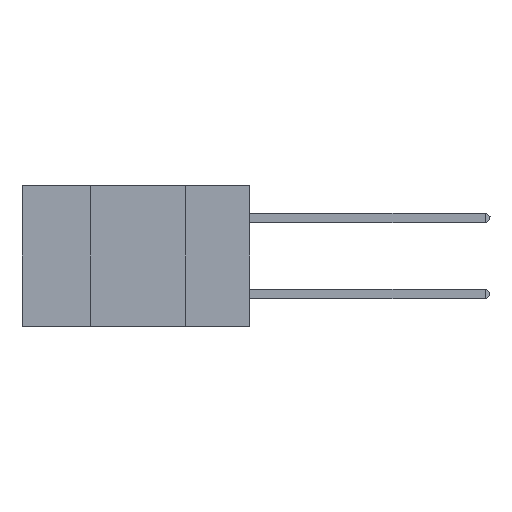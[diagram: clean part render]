
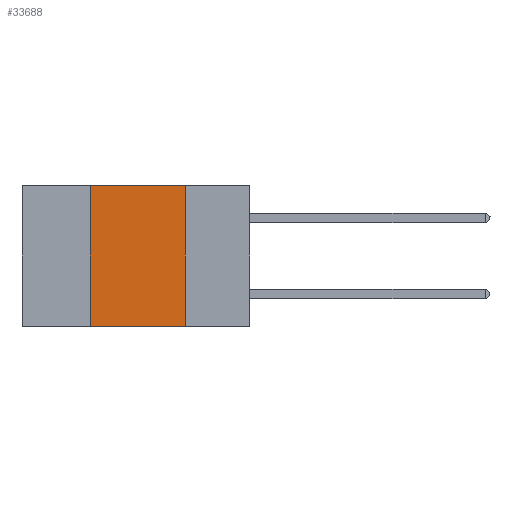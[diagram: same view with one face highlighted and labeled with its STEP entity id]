
A CAD part, left-side view. The second image highlights one B-rep face of the part: STEP entity #33688.
In plain terms, the highlighted planar face has unit normal (-1, 0, 0).
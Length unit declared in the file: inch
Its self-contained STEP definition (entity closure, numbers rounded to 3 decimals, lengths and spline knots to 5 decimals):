
#89 = EDGE_CURVE ( 'NONE', #28144, #3756, #25233, .T. ) ;
#2374 = LINE ( 'NONE', #12920, #36528 ) ;
#2745 = ORIENTED_EDGE ( 'NONE', *, *, #40006, .F. ) ;
#2803 = VECTOR ( 'NONE', #5289, 39.37008 ) ;
#3756 = VERTEX_POINT ( 'NONE', #28625 ) ;
#4680 = CARTESIAN_POINT ( 'NONE',  ( 0., 0.42, 0. ) ) ;
#4790 = EDGE_CURVE ( 'NONE', #7120, #3756, #12233, .T. ) ;
#5289 = DIRECTION ( 'NONE',  ( 0., -1., 0. ) ) ;
#7120 = VERTEX_POINT ( 'NONE', #16236 ) ;
#7460 = PLANE ( 'NONE',  #32981 ) ;
#7819 = CARTESIAN_POINT ( 'NONE',  ( 0., 0.6, -0.37 ) ) ;
#10093 = EDGE_CURVE ( 'NONE', #16096, #7120, #15870, .T. ) ;
#11345 = FACE_OUTER_BOUND ( 'NONE', #27052, .T. ) ;
#12233 = LINE ( 'NONE', #15661, #24313 ) ;
#12920 = CARTESIAN_POINT ( 'NONE',  ( 0., 0.42, 0. ) ) ;
#15661 = CARTESIAN_POINT ( 'NONE',  ( 0., 0.17, 0. ) ) ;
#15870 = LINE ( 'NONE', #36255, #33334 ) ;
#16096 = VERTEX_POINT ( 'NONE', #4680 ) ;
#16236 = CARTESIAN_POINT ( 'NONE',  ( 0., 0.17, 0. ) ) ;
#20580 = ORIENTED_EDGE ( 'NONE', *, *, #89, .T. ) ;
#22692 = ORIENTED_EDGE ( 'NONE', *, *, #10093, .F. ) ;
#24313 = VECTOR ( 'NONE', #25978, 39.37008 ) ;
#25233 = LINE ( 'NONE', #7819, #2803 ) ;
#25978 = DIRECTION ( 'NONE',  ( 0., 0., -1. ) ) ;
#27052 = EDGE_LOOP ( 'NONE', ( #38379, #22692, #2745, #20580 ) ) ;
#28127 = CARTESIAN_POINT ( 'NONE',  ( 0., 0.42, -0.37 ) ) ;
#28144 = VERTEX_POINT ( 'NONE', #28127 ) ;
#28534 = CARTESIAN_POINT ( 'NONE',  ( 0., 0.6, 0. ) ) ;
#28625 = CARTESIAN_POINT ( 'NONE',  ( 0., 0.17, -0.37 ) ) ;
#32981 = AXIS2_PLACEMENT_3D ( 'NONE', #28534, #42736, #42515 ) ;
#33334 = VECTOR ( 'NONE', #43827, 39.37008 ) ;
#33688 = ADVANCED_FACE ( 'NONE', ( #11345 ), #7460, .F. ) ;
#36255 = CARTESIAN_POINT ( 'NONE',  ( 0., 0.6, 0. ) ) ;
#36528 = VECTOR ( 'NONE', #36971, 39.37008 ) ;
#36971 = DIRECTION ( 'NONE',  ( 0., 0., 1. ) ) ;
#38379 = ORIENTED_EDGE ( 'NONE', *, *, #4790, .F. ) ;
#40006 = EDGE_CURVE ( 'NONE', #28144, #16096, #2374, .T. ) ;
#42515 = DIRECTION ( 'NONE',  ( 0., 0., -1. ) ) ;
#42736 = DIRECTION ( 'NONE',  ( 1., 0., 0. ) ) ;
#43827 = DIRECTION ( 'NONE',  ( 0., -1., 0. ) ) ;
